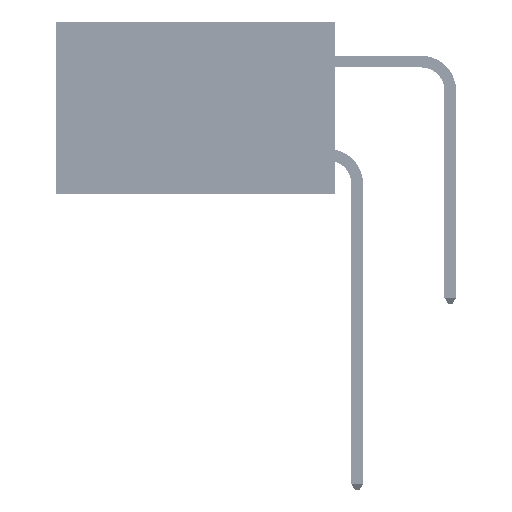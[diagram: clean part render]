
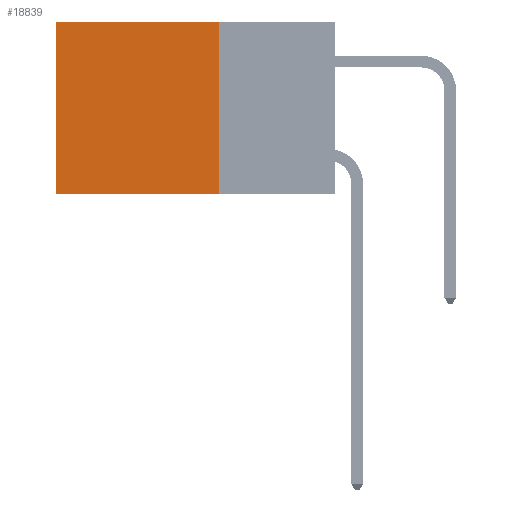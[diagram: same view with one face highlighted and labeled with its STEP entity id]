
A CAD part, left-side view. The second image highlights one B-rep face of the part: STEP entity #18839.
In plain terms, the highlighted planar face has unit normal (-1, 0, 0).
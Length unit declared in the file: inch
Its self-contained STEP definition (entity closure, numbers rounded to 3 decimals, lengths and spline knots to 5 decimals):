
#952 = DIRECTION ( 'NONE',  ( 0., 0., -1. ) ) ;
#1654 = LINE ( 'NONE', #10447, #4036 ) ;
#4036 = VECTOR ( 'NONE', #41002, 39.37008 ) ;
#4792 = LINE ( 'NONE', #4811, #33862 ) ;
#4811 = CARTESIAN_POINT ( 'NONE',  ( 0.2875, 0.25, 0. ) ) ;
#6810 = LINE ( 'NONE', #20378, #19448 ) ;
#8991 = CARTESIAN_POINT ( 'NONE',  ( 0.2875, 0.6, -0.37 ) ) ;
#9530 = VERTEX_POINT ( 'NONE', #26202 ) ;
#10139 = ORIENTED_EDGE ( 'NONE', *, *, #22081, .T. ) ;
#10447 = CARTESIAN_POINT ( 'NONE',  ( 0.2875, 0.6, 0. ) ) ;
#12675 = CARTESIAN_POINT ( 'NONE',  ( 0.2875, 0.6, 0. ) ) ;
#13045 = DIRECTION ( 'NONE',  ( 0., 1., 0. ) ) ;
#13117 = EDGE_CURVE ( 'NONE', #9530, #40468, #6810, .T. ) ;
#13202 = CARTESIAN_POINT ( 'NONE',  ( 0.2875, 0.25, 0. ) ) ;
#18839 = ADVANCED_FACE ( 'NONE', ( #49472 ), #47993, .F. ) ;
#19448 = VECTOR ( 'NONE', #47079, 39.37008 ) ;
#20378 = CARTESIAN_POINT ( 'NONE',  ( 0.2875, 0.25, -0.37 ) ) ;
#22081 = EDGE_CURVE ( 'NONE', #47548, #40468, #1654, .T. ) ;
#22464 = VECTOR ( 'NONE', #45852, 39.37008 ) ;
#26202 = CARTESIAN_POINT ( 'NONE',  ( 0.2875, 0.25, -0.37 ) ) ;
#26219 = EDGE_CURVE ( 'NONE', #37503, #47548, #4792, .T. ) ;
#28867 = EDGE_LOOP ( 'NONE', ( #10139, #50121, #41693, #37616 ) ) ;
#33862 = VECTOR ( 'NONE', #13045, 39.37008 ) ;
#34195 = CARTESIAN_POINT ( 'NONE',  ( 0.2875, 0.25, 0. ) ) ;
#34623 = CARTESIAN_POINT ( 'NONE',  ( 0.2875, 0.25, 0. ) ) ;
#37076 = LINE ( 'NONE', #34623, #22464 ) ;
#37503 = VERTEX_POINT ( 'NONE', #34195 ) ;
#37616 = ORIENTED_EDGE ( 'NONE', *, *, #26219, .T. ) ;
#40367 = DIRECTION ( 'NONE',  ( 1., 0., 0. ) ) ;
#40468 = VERTEX_POINT ( 'NONE', #8991 ) ;
#41002 = DIRECTION ( 'NONE',  ( 0., 0., -1. ) ) ;
#41693 = ORIENTED_EDGE ( 'NONE', *, *, #48528, .F. ) ;
#41959 = AXIS2_PLACEMENT_3D ( 'NONE', #13202, #40367, #952 ) ;
#45852 = DIRECTION ( 'NONE',  ( 0., 0., -1. ) ) ;
#47079 = DIRECTION ( 'NONE',  ( 0., 1., 0. ) ) ;
#47548 = VERTEX_POINT ( 'NONE', #12675 ) ;
#47993 = PLANE ( 'NONE',  #41959 ) ;
#48528 = EDGE_CURVE ( 'NONE', #37503, #9530, #37076, .T. ) ;
#49472 = FACE_OUTER_BOUND ( 'NONE', #28867, .T. ) ;
#50121 = ORIENTED_EDGE ( 'NONE', *, *, #13117, .F. ) ;
